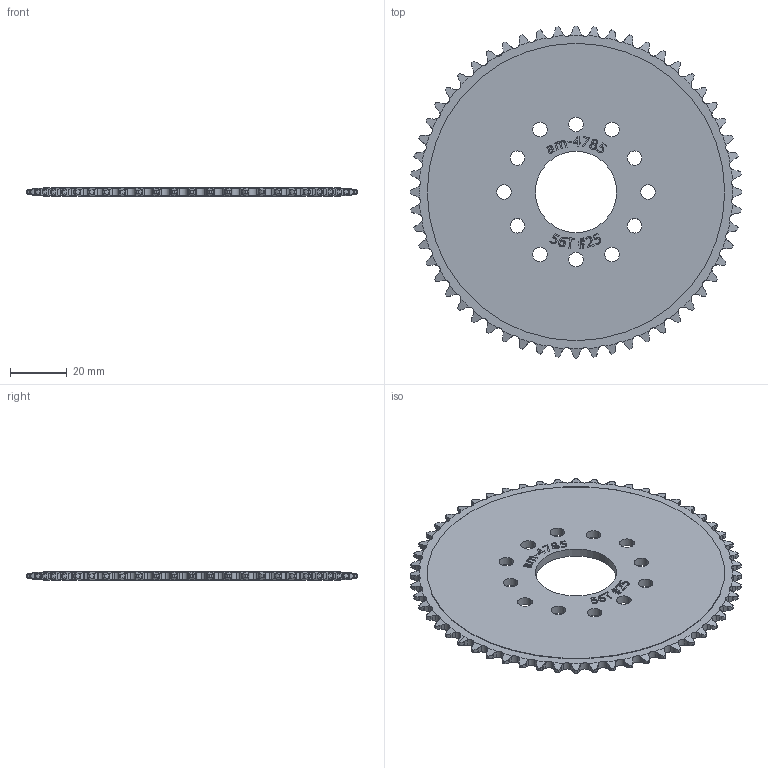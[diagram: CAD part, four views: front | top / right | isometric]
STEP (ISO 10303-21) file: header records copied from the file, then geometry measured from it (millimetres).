
FILE_DESCRIPTION (( 'STEP AP203' ), '1' );
FILE_NAME ('am-4785 56T 25 Chain 1125in Plate.STEP', '2022-08-03T20:19:58', ( '' ), ( '' ), 'SwSTEP 2.0', 'SolidWorks 2022', '' );
FILE_SCHEMA (( 'CONFIG_CONTROL_DESIGN' ));
Length unit declared in the file: inch
Products named in the file (1): am-4785 56T 25 Chain 1125in Plate
Bounding box: 116.92 x 116.92 x 3 mm (x, y, z)
Surface area: 20298.3 mm2 (no closed solid volume)
Topology: 0 solids, 1 shells, 859 faces, 2507 edges, 1669 vertices
Faces by surface type: cylinder 399, plane 257, cone 114, bspline 89
Entity records: 33647 total; most frequent: CARTESIAN_POINT 12811, ORIENTED_EDGE 5014, DIRECTION 3360, EDGE_CURVE 2507, VERTEX_POINT 1671, AXIS2_PLACEMENT_3D 1196, B_SPLINE_CURVE_WITH_KNOTS 1114, VECTOR 968
